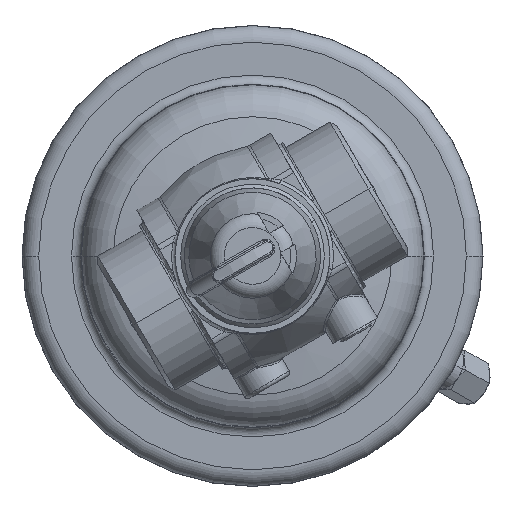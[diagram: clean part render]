
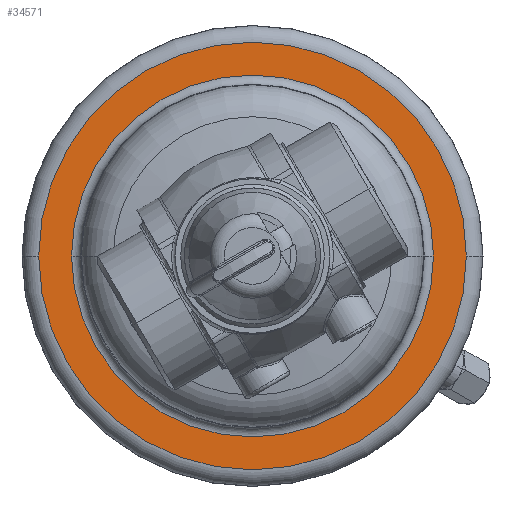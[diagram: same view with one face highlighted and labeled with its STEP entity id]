
A CAD part, left-side view. The second image highlights one B-rep face of the part: STEP entity #34571.
In plain terms, the highlighted planar face has unit normal (-1, 0, 0).
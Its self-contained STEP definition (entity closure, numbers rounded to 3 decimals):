
#5451=CARTESIAN_POINT('',(-2.5,0.,0.));
#5452=DIRECTION('',(-1.,0.,0.));
#5453=DIRECTION('',(0.,1.,0.));
#5454=AXIS2_PLACEMENT_3D('',#5451,#5452,#5453);
#5456=CARTESIAN_POINT('',(-2.5,0.,0.));
#5457=DIRECTION('',(1.,0.,0.));
#5458=DIRECTION('',(0.,1.,0.));
#5459=AXIS2_PLACEMENT_3D('',#5456,#5457,#5458);
#5461=CARTESIAN_POINT('',(-2.5,0.,0.));
#5462=DIRECTION('',(1.,0.,0.));
#5463=DIRECTION('',(0.,1.,0.));
#5464=AXIS2_PLACEMENT_3D('',#5461,#5462,#5463);
#5466=CARTESIAN_POINT('',(-2.5,0.,0.));
#5467=DIRECTION('',(-1.,0.,0.));
#5468=DIRECTION('',(0.,1.,0.));
#5469=AXIS2_PLACEMENT_3D('',#5466,#5467,#5468);
#26196=CARTESIAN_POINT('',(-2.5,58.05,0.));
#26198=VERTEX_POINT('',#26196);
#26199=CARTESIAN_POINT('',(-2.5,49.137,0.));
#26201=VERTEX_POINT('',#26199);
#26228=CARTESIAN_POINT('',(-2.5,-58.05,0.));
#26230=VERTEX_POINT('',#26228);
#26231=CARTESIAN_POINT('',(-2.5,-49.137,0.));
#26233=VERTEX_POINT('',#26231);
#34556=CARTESIAN_POINT('',(-2.5,0.,0.));
#34557=DIRECTION('',(1.,0.,0.));
#34558=DIRECTION('',(0.,-1.,0.));
#34559=AXIS2_PLACEMENT_3D('',#34556,#34557,#34558);
#34560=PLANE('',#34559);
#34562=ORIENTED_EDGE('',*,*,#34561,.T.);
#34564=ORIENTED_EDGE('',*,*,#34563,.F.);
#34565=EDGE_LOOP('',(#34562,#34564));
#34566=FACE_OUTER_BOUND('',#34565,.F.);
#34567=ORIENTED_EDGE('',*,*,#34538,.T.);
#34568=ORIENTED_EDGE('',*,*,#34549,.F.);
#34569=EDGE_LOOP('',(#34567,#34568));
#34570=FACE_BOUND('',#34569,.F.);
#34571=ADVANCED_FACE('',(#34566,#34570),#34560,.F.);
#5455=CIRCLE('',#5454,49.137);
#5460=CIRCLE('',#5459,49.137);
#5465=CIRCLE('',#5464,58.05);
#5470=CIRCLE('',#5469,58.05);
#34538=EDGE_CURVE('',#26201,#26233,#5455,.T.);
#34549=EDGE_CURVE('',#26201,#26233,#5460,.T.);
#34561=EDGE_CURVE('',#26198,#26230,#5465,.T.);
#34563=EDGE_CURVE('',#26198,#26230,#5470,.T.);
